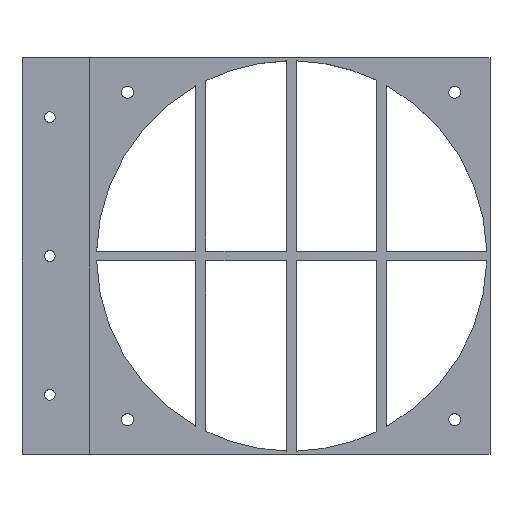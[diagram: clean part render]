
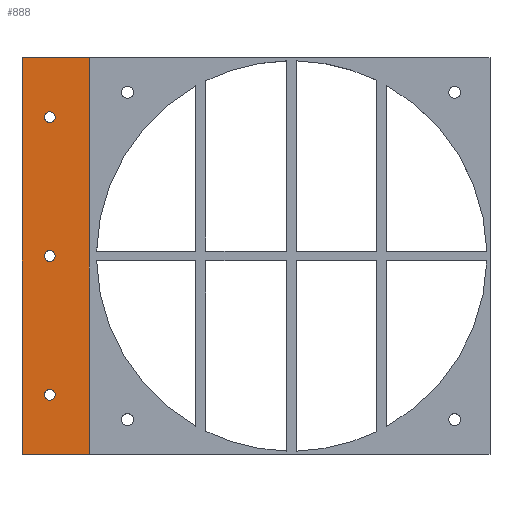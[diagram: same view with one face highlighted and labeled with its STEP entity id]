
A CAD part, top view. The second image highlights one B-rep face of the part: STEP entity #888.
In plain terms, the highlighted planar face has unit normal (0, 0, 1).
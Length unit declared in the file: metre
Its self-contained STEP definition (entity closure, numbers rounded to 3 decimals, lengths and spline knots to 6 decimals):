
#51=LINE('',#1285,#137);
#56=LINE('',#1295,#142);
#111=LINE('',#1448,#197);
#112=LINE('',#1450,#198);
#137=VECTOR('',#1030,1.);
#142=VECTOR('',#1037,1.);
#197=VECTOR('',#1204,1.);
#198=VECTOR('',#1207,1.);
#420=ORIENTED_EDGE('',*,*,#472,.T.);
#421=ORIENTED_EDGE('',*,*,#545,.T.);
#422=ORIENTED_EDGE('',*,*,#467,.T.);
#423=ORIENTED_EDGE('',*,*,#546,.F.);
#424=ORIENTED_EDGE('',*,*,#543,.F.);
#425=ORIENTED_EDGE('',*,*,#544,.F.);
#426=ORIENTED_EDGE('',*,*,#542,.F.);
#467=EDGE_CURVE('',#583,#584,#51,.T.);
#472=EDGE_CURVE('',#587,#588,#56,.T.);
#542=EDGE_CURVE('',#626,#626,#656,.F.);
#543=EDGE_CURVE('',#627,#627,#657,.F.);
#544=EDGE_CURVE('',#628,#628,#658,.F.);
#545=EDGE_CURVE('',#588,#583,#111,.T.);
#546=EDGE_CURVE('',#587,#584,#112,.T.);
#583=VERTEX_POINT('',#1286);
#584=VERTEX_POINT('',#1287);
#587=VERTEX_POINT('',#1296);
#588=VERTEX_POINT('',#1297);
#626=VERTEX_POINT('',#1440);
#627=VERTEX_POINT('',#1443);
#628=VERTEX_POINT('',#1446);
#656=CIRCLE('',#968,0.001715);
#657=CIRCLE('',#970,0.001715);
#658=CIRCLE('',#972,0.001715);
#734=EDGE_LOOP('',(#420,#421,#422,#423));
#735=EDGE_LOOP('',(#424));
#736=EDGE_LOOP('',(#425));
#737=EDGE_LOOP('',(#426));
#814=FACE_BOUND('',#734,.T.);
#815=FACE_BOUND('',#735,.T.);
#816=FACE_BOUND('',#736,.T.);
#817=FACE_BOUND('',#737,.T.);
#845=PLANE('',#974);
#888=ADVANCED_FACE('',(#814,#815,#816,#817),#845,.F.);
#968=AXIS2_PLACEMENT_3D('',#1439,#1192,#1193);
#970=AXIS2_PLACEMENT_3D('',#1442,#1196,#1197);
#972=AXIS2_PLACEMENT_3D('',#1445,#1200,#1201);
#974=AXIS2_PLACEMENT_3D('',#1449,#1205,#1206);
#1030=DIRECTION('',(1.,0.,0.));
#1037=DIRECTION('',(-1.,0.,0.));
#1192=DIRECTION('',(0.,0.,-1.));
#1193=DIRECTION('',(-1.,0.,0.));
#1196=DIRECTION('',(0.,0.,-1.));
#1197=DIRECTION('',(-1.,0.,0.));
#1200=DIRECTION('',(0.,0.,-1.));
#1201=DIRECTION('',(-1.,0.,0.));
#1204=DIRECTION('',(0.,-1.,0.));
#1205=DIRECTION('',(0.,0.,-1.));
#1206=DIRECTION('',(-1.,0.,0.));
#1207=DIRECTION('',(0.,-1.,0.));
#1285=CARTESIAN_POINT('',(-0.033717,-0.0635,0.004318));
#1286=CARTESIAN_POINT('',(-0.044512,-0.0635,0.004318));
#1287=CARTESIAN_POINT('',(-0.022922,-0.0635,0.004318));
#1295=CARTESIAN_POINT('',(0.010098,0.0635,0.004318));
#1296=CARTESIAN_POINT('',(-0.022922,0.0635,0.004318));
#1297=CARTESIAN_POINT('',(-0.044512,0.0635,0.004318));
#1439=CARTESIAN_POINT('',(-0.035622,-0.04445,0.004318));
#1440=CARTESIAN_POINT('',(-0.037337,-0.04445,0.004318));
#1442=CARTESIAN_POINT('',(-0.035622,0.,0.004318));
#1443=CARTESIAN_POINT('',(-0.037337,0.,0.004318));
#1445=CARTESIAN_POINT('',(-0.035622,0.04445,0.004318));
#1446=CARTESIAN_POINT('',(-0.037337,0.04445,0.004318));
#1448=CARTESIAN_POINT('',(-0.044512,0.133048,0.004318));
#1449=CARTESIAN_POINT('',(-0.033717,0.133048,0.004318));
#1450=CARTESIAN_POINT('',(-0.022922,0.133048,0.004318));
